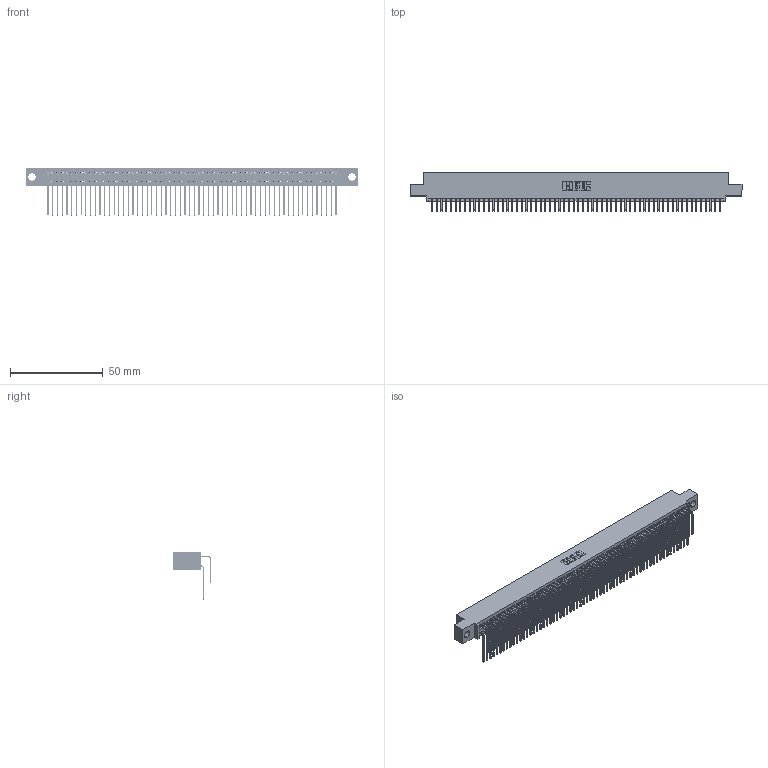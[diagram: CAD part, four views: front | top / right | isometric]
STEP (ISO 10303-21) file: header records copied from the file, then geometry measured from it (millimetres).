
FILE_DESCRIPTION (( 'STEP AP203' ), '1' );
FILE_NAME ('345-124-559-504.STEP', '2018-10-19T11:40:19', ( '' ), ( '' ), 'SwSTEP 2.0', 'SolidWorks 2016', '' );
FILE_SCHEMA (( 'CONFIG_CONTROL_DESIGN' ));
Length unit declared in the file: inch
Products named in the file (4): 345 Part_0.110 Offset - 0.156 Dia-TH; 345-124-559-504; 345-292-001_559 Tail - 2; 345-292-001_558 559 Tail - 1
Assembly tree (125 placements, depth 2):
  345-124-559-504
    345 Part_0.110 Offset - 0.156 Dia-TH
    345-292-001_558 559 Tail - 1  x62
    345-292-001_559 Tail - 2  x62
Bounding box: 178.69 x 20.56 x 25.53 mm (x, y, z)
Volume: 18097.8 mm3; surface area: 30410.6 mm2
Topology: 125 solids, 125 shells, 6578 faces, 19573 edges, 12882 vertices
Faces by surface type: plane 4424, cylinder 2154
Entity records: 47741 total; most frequent: CARTESIAN_POINT 8031, ORIENTED_EDGE 7914, DIRECTION 7029, EDGE_CURVE 3957, VECTOR 3537, LINE 3537, VERTEX_POINT 2634, AXIS2_PLACEMENT_3D 1746
